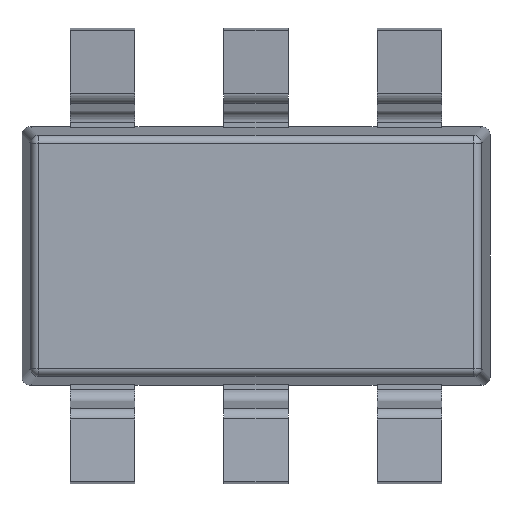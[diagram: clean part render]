
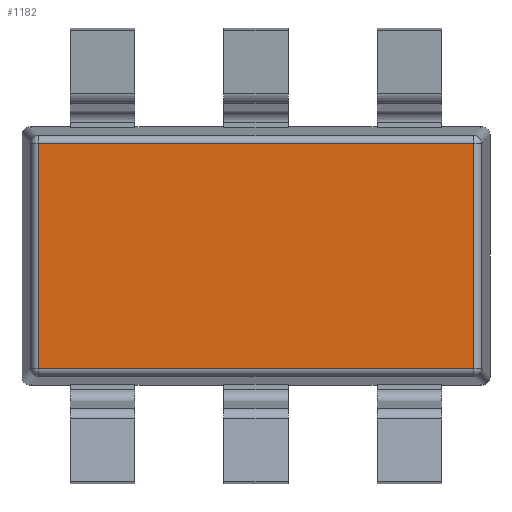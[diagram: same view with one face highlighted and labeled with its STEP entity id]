
A CAD part, front view. The second image highlights one B-rep face of the part: STEP entity #1182.
In plain terms, the highlighted planar face has unit normal (0, -1, 0).
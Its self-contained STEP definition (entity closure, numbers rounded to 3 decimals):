
#108 = ORIENTED_EDGE ( 'NONE', *, *, #1210, .T. ) ;
#120 = AXIS2_PLACEMENT_3D ( 'NONE', #1387, #2158, #2508 ) ;
#153 = LINE ( 'NONE', #2890, #2691 ) ;
#185 = CARTESIAN_POINT ( 'NONE',  ( 1.347, 0.15, 0. ) ) ;
#354 = VERTEX_POINT ( 'NONE', #2537 ) ;
#371 = ORIENTED_EDGE ( 'NONE', *, *, #1723, .T. ) ;
#623 = LINE ( 'NONE', #3240, #2196 ) ;
#702 = VECTOR ( 'NONE', #971, 1000. ) ;
#719 = DIRECTION ( 'NONE',  ( 0., 0., -1. ) ) ;
#874 = DIRECTION ( 'NONE',  ( 0., 0., 1. ) ) ;
#971 = DIRECTION ( 'NONE',  ( 1., 0., 0. ) ) ;
#1182 = ADVANCED_FACE ( 'NONE', ( #2313 ), #3516, .T. ) ;
#1210 = EDGE_CURVE ( 'NONE', #2369, #354, #3870, .T. ) ;
#1296 = ORIENTED_EDGE ( 'NONE', *, *, #1420, .T. ) ;
#1387 = CARTESIAN_POINT ( 'NONE',  ( 0., 0.15, 0. ) ) ;
#1403 = ORIENTED_EDGE ( 'NONE', *, *, #4492, .T. ) ;
#1420 = EDGE_CURVE ( 'NONE', #354, #4288, #153, .T. ) ;
#1723 = EDGE_CURVE ( 'NONE', #1851, #2369, #2709, .T. ) ;
#1851 = VERTEX_POINT ( 'NONE', #2484 ) ;
#1985 = EDGE_LOOP ( 'NONE', ( #1403, #371, #108, #1296 ) ) ;
#2158 = DIRECTION ( 'NONE',  ( 0., -1., 0. ) ) ;
#2196 = VECTOR ( 'NONE', #719, 1000. ) ;
#2313 = FACE_OUTER_BOUND ( 'NONE', #1985, .T. ) ;
#2369 = VERTEX_POINT ( 'NONE', #3507 ) ;
#2441 = CARTESIAN_POINT ( 'NONE',  ( 0., 0.15, -0.697 ) ) ;
#2484 = CARTESIAN_POINT ( 'NONE',  ( -1.347, 0.15, -0.697 ) ) ;
#2508 = DIRECTION ( 'NONE',  ( 0., 0., -1. ) ) ;
#2537 = CARTESIAN_POINT ( 'NONE',  ( 1.347, 0.15, 0.697 ) ) ;
#2691 = VECTOR ( 'NONE', #2932, 1000. ) ;
#2709 = LINE ( 'NONE', #2441, #702 ) ;
#2890 = CARTESIAN_POINT ( 'NONE',  ( 0., 0.15, 0.697 ) ) ;
#2932 = DIRECTION ( 'NONE',  ( -1., 0., 0. ) ) ;
#3139 = VECTOR ( 'NONE', #874, 1000. ) ;
#3240 = CARTESIAN_POINT ( 'NONE',  ( -1.347, 0.15, 0. ) ) ;
#3507 = CARTESIAN_POINT ( 'NONE',  ( 1.347, 0.15, -0.697 ) ) ;
#3516 = PLANE ( 'NONE',  #120 ) ;
#3783 = CARTESIAN_POINT ( 'NONE',  ( -1.347, 0.15, 0.697 ) ) ;
#3870 = LINE ( 'NONE', #185, #3139 ) ;
#4288 = VERTEX_POINT ( 'NONE', #3783 ) ;
#4492 = EDGE_CURVE ( 'NONE', #4288, #1851, #623, .T. ) ;
